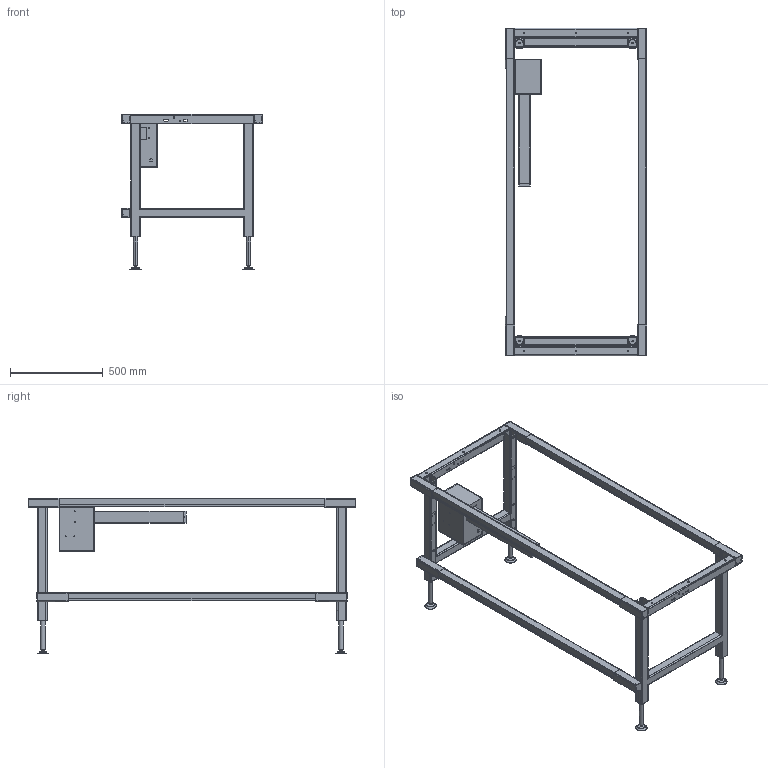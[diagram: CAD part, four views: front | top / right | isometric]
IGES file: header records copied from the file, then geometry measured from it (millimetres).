
Start section: SolidWorks IGES file using analytic representation for surfaces
Global section: file name: LE4T 72.IGS; native system: SolidWorks 2014; preprocessor: SolidWorks 2014; author: Happy User; date: 141020.171525; units: inch
Bounding box: 762.34 x 1765.3 x 839.61 mm (x, y, z)
Volume: 9851158.8 mm3; surface area: 4401080.6 mm2
Topology: 1 solids, 1 shells, 867 faces, 2344 edges, 1478 vertices
Faces by surface type: revolution 478, plane 389
